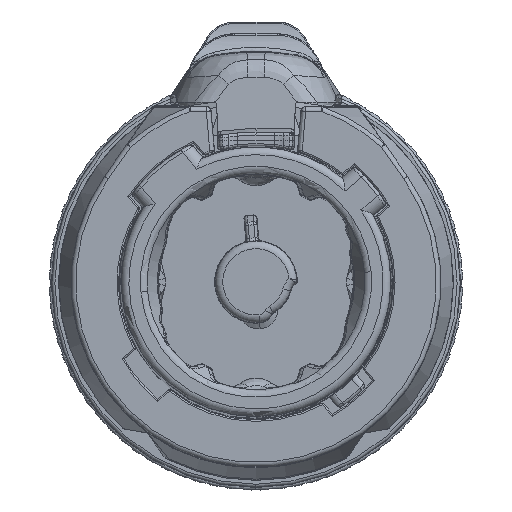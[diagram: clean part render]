
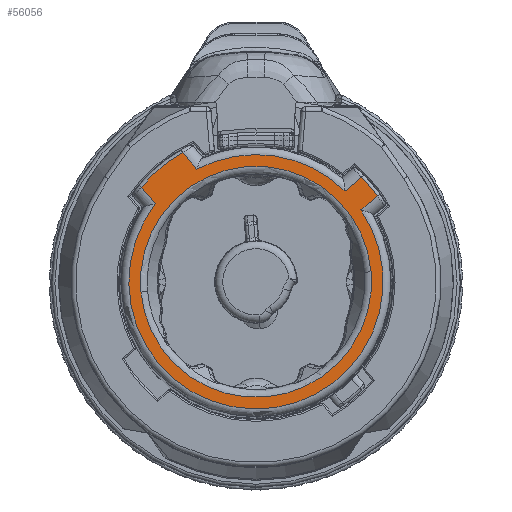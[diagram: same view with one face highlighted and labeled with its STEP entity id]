
A CAD part, top view. The second image highlights one B-rep face of the part: STEP entity #56056.
In plain terms, the highlighted planar face has unit normal (0, 0, 1).
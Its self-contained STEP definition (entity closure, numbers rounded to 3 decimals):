
#8972=CARTESIAN_POINT('',(0.,0.,63.45));
#8973=DIRECTION('',(0.,0.,1.));
#8974=DIRECTION('',(-0.791,0.612,0.));
#8975=AXIS2_PLACEMENT_3D('',#8972,#8973,#8974);
#9172=CARTESIAN_POINT('',(0.,0.,63.45));
#9173=DIRECTION('',(0.,0.,-1.));
#9174=DIRECTION('',(0.996,0.087,0.));
#9175=AXIS2_PLACEMENT_3D('',#9172,#9173,#9174);
#9177=CARTESIAN_POINT('',(0.,0.,63.45));
#9178=DIRECTION('',(0.,0.,-1.));
#9179=DIRECTION('',(-0.996,-0.087,0.));
#9180=AXIS2_PLACEMENT_3D('',#9177,#9178,#9179);
#9182=DIRECTION('',(-0.766,-0.643,0.));
#9183=VECTOR('',#9182,1.403);
#9184=CARTESIAN_POINT('',(7.881,5.569,63.45));
#9185=LINE('',#9184,#9183);
#9186=DIRECTION('',(-0.643,0.766,0.));
#9187=VECTOR('',#9186,1.425);
#9188=CARTESIAN_POINT('',(-6.525,5.053,63.45));
#9189=LINE('',#9188,#9187);
#9190=CARTESIAN_POINT('',(0.,0.,63.45));
#9191=DIRECTION('',(0.,0.,1.));
#9192=DIRECTION('',(-0.493,0.87,0.));
#9193=AXIS2_PLACEMENT_3D('',#9190,#9191,#9192);
#9195=DIRECTION('',(0.643,-0.766,0.));
#9196=VECTOR('',#9195,1.425);
#9197=CARTESIAN_POINT('',(-4.759,8.395,63.45));
#9198=LINE('',#9197,#9196);
#9199=DIRECTION('',(0.766,0.643,0.));
#9200=VECTOR('',#9199,1.403);
#9201=CARTESIAN_POINT('',(5.778,5.892,63.45));
#9202=LINE('',#9201,#9200);
#9203=CARTESIAN_POINT('',(0.,0.,63.45));
#9204=DIRECTION('',(0.,0.,1.));
#9205=DIRECTION('',(0.817,0.577,0.));
#9206=AXIS2_PLACEMENT_3D('',#9203,#9204,#9205);
#13627=CARTESIAN_POINT('',(0.,0.,63.45));
#13628=DIRECTION('',(0.,0.,1.));
#13629=DIRECTION('',(0.7,0.714,0.));
#13630=AXIS2_PLACEMENT_3D('',#13627,#13628,#13629);
#40175=CARTESIAN_POINT('',(7.469,0.653,63.45));
#40176=CARTESIAN_POINT('',(-7.469,-0.653,63.45));
#40177=VERTEX_POINT('',#40175);
#40178=VERTEX_POINT('',#40176);
#40519=CARTESIAN_POINT('',(7.881,5.569,63.45));
#40520=CARTESIAN_POINT('',(6.806,4.667,63.45));
#40521=VERTEX_POINT('',#40519);
#40522=VERTEX_POINT('',#40520);
#40529=CARTESIAN_POINT('',(6.853,6.794,63.45));
#40530=VERTEX_POINT('',#40529);
#40531=CARTESIAN_POINT('',(-4.759,8.395,63.45));
#40532=CARTESIAN_POINT('',(-7.441,6.145,63.45));
#40533=VERTEX_POINT('',#40531);
#40534=VERTEX_POINT('',#40532);
#40541=CARTESIAN_POINT('',(-6.525,5.053,63.45));
#40542=VERTEX_POINT('',#40541);
#40554=CARTESIAN_POINT('',(5.778,5.892,63.45));
#40555=VERTEX_POINT('',#40554);
#40556=CARTESIAN_POINT('',(-3.843,7.303,63.45));
#40557=VERTEX_POINT('',#40556);
#56030=CARTESIAN_POINT('',(0.,0.,63.45));
#56031=DIRECTION('',(0.,0.,1.));
#56032=DIRECTION('',(-0.766,-0.643,0.));
#56033=AXIS2_PLACEMENT_3D('',#56030,#56031,#56032);
#56034=PLANE('',#56033);
#56036=ORIENTED_EDGE('',*,*,#56035,.T.);
#56037=ORIENTED_EDGE('',*,*,#55774,.F.);
#56038=ORIENTED_EDGE('',*,*,#55791,.T.);
#56040=ORIENTED_EDGE('',*,*,#56039,.F.);
#56041=ORIENTED_EDGE('',*,*,#56019,.T.);
#56043=ORIENTED_EDGE('',*,*,#56042,.F.);
#56045=ORIENTED_EDGE('',*,*,#56044,.T.);
#56047=ORIENTED_EDGE('',*,*,#56046,.F.);
#56048=EDGE_LOOP('',(#56036,#56037,#56038,#56040,#56041,#56043,#56045,#56047));
#56049=FACE_OUTER_BOUND('',#56048,.F.);
#56051=ORIENTED_EDGE('',*,*,#56050,.F.);
#56053=ORIENTED_EDGE('',*,*,#56052,.F.);
#56054=EDGE_LOOP('',(#56051,#56053));
#56055=FACE_BOUND('',#56054,.F.);
#56056=ADVANCED_FACE('',(#56049,#56055),#56034,.T.);
#8976=CIRCLE('',#8975,8.253);
#9176=CIRCLE('',#9175,7.497);
#9181=CIRCLE('',#9180,7.497);
#9194=CIRCLE('',#9193,9.65);
#9207=CIRCLE('',#9206,9.65);
#13631=CIRCLE('',#13630,8.253);
#55774=EDGE_CURVE('',#40542,#40522,#8976,.T.);
#55791=EDGE_CURVE('',#40542,#40534,#9189,.T.);
#56019=EDGE_CURVE('',#40533,#40557,#9198,.T.);
#56035=EDGE_CURVE('',#40521,#40522,#9185,.T.);
#56039=EDGE_CURVE('',#40533,#40534,#9194,.T.);
#56042=EDGE_CURVE('',#40555,#40557,#13631,.T.);
#56044=EDGE_CURVE('',#40555,#40530,#9202,.T.);
#56046=EDGE_CURVE('',#40521,#40530,#9207,.T.);
#56050=EDGE_CURVE('',#40177,#40178,#9176,.T.);
#56052=EDGE_CURVE('',#40178,#40177,#9181,.T.);
